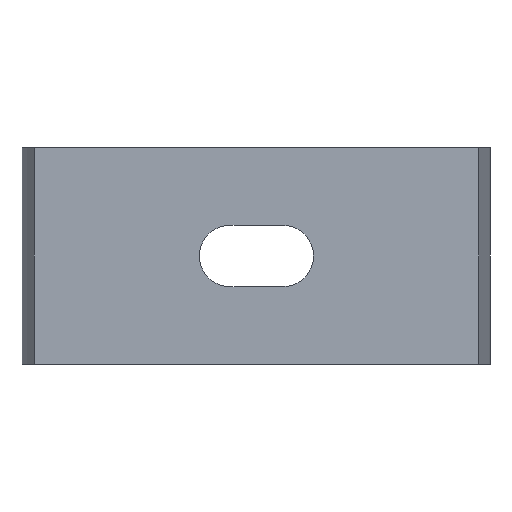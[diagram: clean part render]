
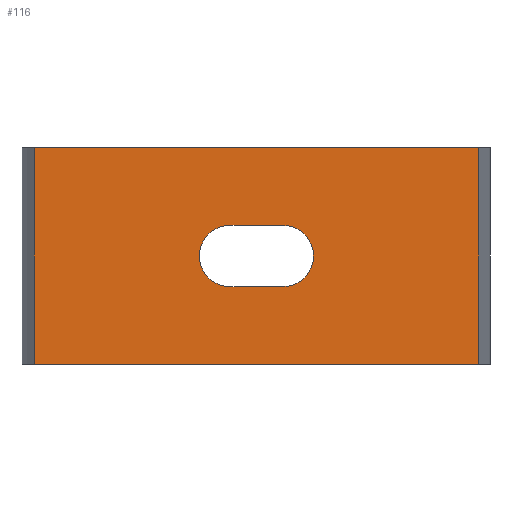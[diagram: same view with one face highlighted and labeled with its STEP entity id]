
A CAD part, front view. The second image highlights one B-rep face of the part: STEP entity #116.
In plain terms, the highlighted planar face has unit normal (0, -1, 0).
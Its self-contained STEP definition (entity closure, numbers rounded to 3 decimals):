
#21 = EDGE_CURVE ( 'NONE', #247, #89, #858, .T. ) ;
#28 = VECTOR ( 'NONE', #743, 1000. ) ;
#34 = VECTOR ( 'NONE', #549, 1000. ) ;
#46 = CARTESIAN_POINT ( 'NONE',  ( 18.5, 0., -9. ) ) ;
#67 = DIRECTION ( 'NONE',  ( 0., 0., -1. ) ) ;
#74 = FACE_BOUND ( 'NONE', #331, .T. ) ;
#76 = DIRECTION ( 'NONE',  ( -1., 0., 0. ) ) ;
#82 = CARTESIAN_POINT ( 'NONE',  ( -2.2, 0., 2.55 ) ) ;
#89 = VERTEX_POINT ( 'NONE', #581 ) ;
#91 = ORIENTED_EDGE ( 'NONE', *, *, #137, .T. ) ;
#95 = EDGE_CURVE ( 'NONE', #422, #103, #189, .T. ) ;
#103 = VERTEX_POINT ( 'NONE', #46 ) ;
#114 = ORIENTED_EDGE ( 'NONE', *, *, #370, .F. ) ;
#115 = FACE_OUTER_BOUND ( 'NONE', #638, .T. ) ;
#116 = ADVANCED_FACE ( 'NONE', ( #74, #115 ), #186, .F. ) ;
#122 = CIRCLE ( 'NONE', #653, 2.55 ) ;
#129 = CARTESIAN_POINT ( 'NONE',  ( -18.5, 0., 9. ) ) ;
#137 = EDGE_CURVE ( 'NONE', #475, #408, #276, .T. ) ;
#139 = EDGE_CURVE ( 'NONE', #475, #422, #449, .T. ) ;
#159 = CARTESIAN_POINT ( 'NONE',  ( 18.5, 0., 9. ) ) ;
#186 = PLANE ( 'NONE',  #518 ) ;
#189 = LINE ( 'NONE', #159, #28 ) ;
#194 = EDGE_CURVE ( 'NONE', #468, #247, #284, .T. ) ;
#229 = CARTESIAN_POINT ( 'NONE',  ( -18.5, 0., 9. ) ) ;
#247 = VERTEX_POINT ( 'NONE', #982 ) ;
#265 = CARTESIAN_POINT ( 'NONE',  ( 2.2, 0., 2.55 ) ) ;
#276 = LINE ( 'NONE', #129, #537 ) ;
#282 = VECTOR ( 'NONE', #900, 1000. ) ;
#284 = LINE ( 'NONE', #82, #351 ) ;
#285 = ORIENTED_EDGE ( 'NONE', *, *, #194, .F. ) ;
#314 = DIRECTION ( 'NONE',  ( 0., 0., 1. ) ) ;
#331 = EDGE_LOOP ( 'NONE', ( #887, #694, #285, #114 ) ) ;
#349 = ORIENTED_EDGE ( 'NONE', *, *, #936, .T. ) ;
#351 = VECTOR ( 'NONE', #76, 1000. ) ;
#359 = CARTESIAN_POINT ( 'NONE',  ( 18.5, 0., 9. ) ) ;
#370 = EDGE_CURVE ( 'NONE', #409, #468, #122, .T. ) ;
#392 = ORIENTED_EDGE ( 'NONE', *, *, #95, .F. ) ;
#402 = ORIENTED_EDGE ( 'NONE', *, *, #139, .F. ) ;
#408 = VERTEX_POINT ( 'NONE', #716 ) ;
#409 = VERTEX_POINT ( 'NONE', #717 ) ;
#421 = CARTESIAN_POINT ( 'NONE',  ( -2.2, 0., 0. ) ) ;
#422 = VERTEX_POINT ( 'NONE', #359 ) ;
#431 = CARTESIAN_POINT ( 'NONE',  ( 0., 0., 9. ) ) ;
#449 = LINE ( 'NONE', #783, #709 ) ;
#468 = VERTEX_POINT ( 'NONE', #265 ) ;
#475 = VERTEX_POINT ( 'NONE', #229 ) ;
#518 = AXIS2_PLACEMENT_3D ( 'NONE', #431, #525, #314 ) ;
#525 = DIRECTION ( 'NONE',  ( 0., 1., 0. ) ) ;
#537 = VECTOR ( 'NONE', #67, 1000. ) ;
#549 = DIRECTION ( 'NONE',  ( 1., 0., 0. ) ) ;
#559 = CARTESIAN_POINT ( 'NONE',  ( -2.2, 0., -2.55 ) ) ;
#581 = CARTESIAN_POINT ( 'NONE',  ( -2.2, 0., -2.55 ) ) ;
#638 = EDGE_LOOP ( 'NONE', ( #349, #392, #402, #91 ) ) ;
#653 = AXIS2_PLACEMENT_3D ( 'NONE', #841, #837, #835 ) ;
#657 = AXIS2_PLACEMENT_3D ( 'NONE', #421, #680, #746 ) ;
#680 = DIRECTION ( 'NONE',  ( 0., -1., 0. ) ) ;
#687 = EDGE_CURVE ( 'NONE', #89, #409, #756, .T. ) ;
#694 = ORIENTED_EDGE ( 'NONE', *, *, #21, .F. ) ;
#709 = VECTOR ( 'NONE', #797, 1000. ) ;
#716 = CARTESIAN_POINT ( 'NONE',  ( -18.5, 0., -9. ) ) ;
#717 = CARTESIAN_POINT ( 'NONE',  ( 2.2, 0., -2.55 ) ) ;
#743 = DIRECTION ( 'NONE',  ( 0., 0., -1. ) ) ;
#746 = DIRECTION ( 'NONE',  ( 0., 0., -1. ) ) ;
#756 = LINE ( 'NONE', #559, #34 ) ;
#783 = CARTESIAN_POINT ( 'NONE',  ( 0., 0., 9. ) ) ;
#797 = DIRECTION ( 'NONE',  ( 1., 0., 0. ) ) ;
#835 = DIRECTION ( 'NONE',  ( 0., 0., -1. ) ) ;
#837 = DIRECTION ( 'NONE',  ( 0., -1., 0. ) ) ;
#841 = CARTESIAN_POINT ( 'NONE',  ( 2.2, 0., 0. ) ) ;
#858 = CIRCLE ( 'NONE', #657, 2.55 ) ;
#887 = ORIENTED_EDGE ( 'NONE', *, *, #687, .F. ) ;
#900 = DIRECTION ( 'NONE',  ( 1., 0., 0. ) ) ;
#915 = LINE ( 'NONE', #957, #282 ) ;
#936 = EDGE_CURVE ( 'NONE', #408, #103, #915, .T. ) ;
#957 = CARTESIAN_POINT ( 'NONE',  ( 0., 0., -9. ) ) ;
#982 = CARTESIAN_POINT ( 'NONE',  ( -2.2, 0., 2.55 ) ) ;
